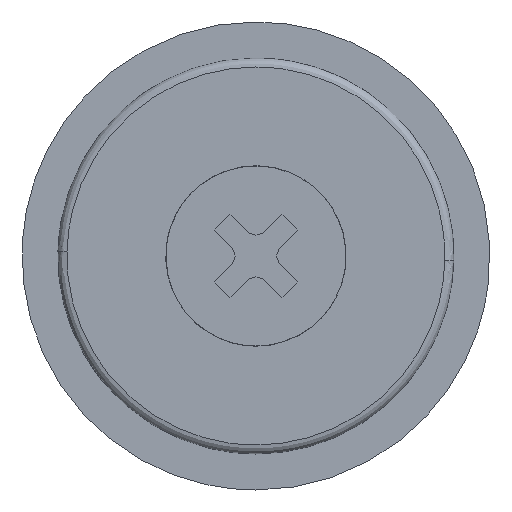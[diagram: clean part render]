
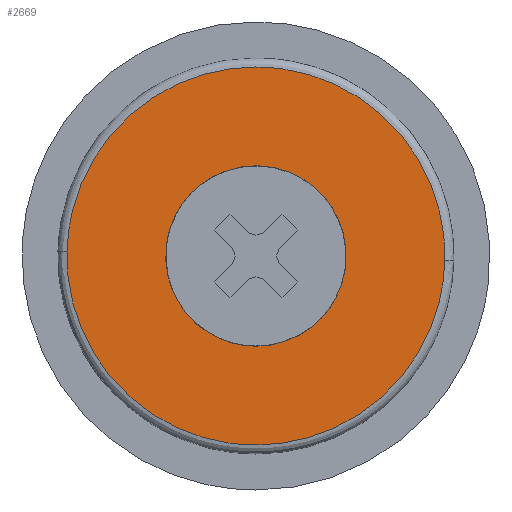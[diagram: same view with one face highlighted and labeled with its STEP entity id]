
A CAD part, front view. The second image highlights one B-rep face of the part: STEP entity #2669.
In plain terms, the highlighted free-form (B-spline) face has degree [1, 1] with [2, 2] control points.
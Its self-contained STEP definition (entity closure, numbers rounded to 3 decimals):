
#963=CARTESIAN_POINT('',(-4.975,0.,0.591));
#964=VERTEX_POINT('',#963);
#970=CARTESIAN_POINT('',(0.0,0.0,-5.01));
#971=VERTEX_POINT('',#970);
#972=CARTESIAN_POINT('',(-4.975,0.,0.591));
#973=CARTESIAN_POINT('',(-5.01,0.0,0.297));
#974=CARTESIAN_POINT('',(-5.01,0.0,0.0));
#975=CARTESIAN_POINT('',(-5.01,0.0,-5.01));
#976=CARTESIAN_POINT('',(0.0,0.0,-5.01));
#984=(BOUNDED_CURVE()B_SPLINE_CURVE(2,(#972,#973,#974,#975,#976),.UNSPECIFIED.,.F.,.U.)B_SPLINE_CURVE_WITH_KNOTS((3,2,3),(0.23,0.25,0.5),.UNSPECIFIED.)CURVE()GEOMETRIC_REPRESENTATION_ITEM()RATIONAL_B_SPLINE_CURVE((0.956,0.976,1.0,0.707,1.0))REPRESENTATION_ITEM(''));
#985=EDGE_CURVE('',#964,#971,#984,.T.);
#987=CARTESIAN_POINT('',(5.001,0.,-0.306));
#988=VERTEX_POINT('',#987);
#989=CARTESIAN_POINT('',(0.0,0.0,-5.01));
#990=CARTESIAN_POINT('',(4.713,0.0,-5.01));
#991=CARTESIAN_POINT('',(5.001,0.,-0.306));
#999=(BOUNDED_CURVE()B_SPLINE_CURVE(2,(#989,#990,#991),.UNSPECIFIED.,.F.,.U.)B_SPLINE_CURVE_WITH_KNOTS((3,3),(0.5,0.739),.UNSPECIFIED.)CURVE()GEOMETRIC_REPRESENTATION_ITEM()RATIONAL_B_SPLINE_CURVE((1.0,0.72,0.976))REPRESENTATION_ITEM(''));
#1000=EDGE_CURVE('',#971,#988,#999,.T.);
#1074=CARTESIAN_POINT('',(0.0,0.0,5.01));
#1075=VERTEX_POINT('',#1074);
#1076=CARTESIAN_POINT('',(5.001,0.,-0.306));
#1077=CARTESIAN_POINT('',(5.01,0.0,-0.153));
#1078=CARTESIAN_POINT('',(5.01,0.0,0.0));
#1079=CARTESIAN_POINT('',(5.01,0.0,5.01));
#1080=CARTESIAN_POINT('',(0.0,0.0,5.01));
#1088=(BOUNDED_CURVE()B_SPLINE_CURVE(2,(#1076,#1077,#1078,#1079,#1080),.UNSPECIFIED.,.F.,.U.)B_SPLINE_CURVE_WITH_KNOTS((3,2,3),(0.739,0.75,1.0),.UNSPECIFIED.)CURVE()GEOMETRIC_REPRESENTATION_ITEM()RATIONAL_B_SPLINE_CURVE((0.976,0.988,1.0,0.707,1.0))REPRESENTATION_ITEM(''));
#1089=EDGE_CURVE('',#988,#1075,#1088,.T.);
#1091=CARTESIAN_POINT('',(0.0,0.0,5.01));
#1092=CARTESIAN_POINT('',(-4.45,0.0,5.01));
#1093=CARTESIAN_POINT('',(-4.975,0.,0.591));
#1101=(BOUNDED_CURVE()B_SPLINE_CURVE(2,(#1091,#1092,#1093),.UNSPECIFIED.,.F.,.U.)B_SPLINE_CURVE_WITH_KNOTS((3,3),(0.0,0.23),.UNSPECIFIED.)CURVE()GEOMETRIC_REPRESENTATION_ITEM()RATIONAL_B_SPLINE_CURVE((1.0,0.731,0.956))REPRESENTATION_ITEM(''));
#1102=EDGE_CURVE('',#1075,#964,#1101,.T.);
#1719=CARTESIAN_POINT('',(-10.497,0.,0.264));
#1720=VERTEX_POINT('',#1719);
#1721=CARTESIAN_POINT('',(0.0,0.,-10.5));
#1722=VERTEX_POINT('',#1721);
#1723=CARTESIAN_POINT('',(-10.497,0.,0.264));
#1724=CARTESIAN_POINT('',(-10.5,0.,0.132));
#1725=CARTESIAN_POINT('',(-10.5,0.,0.));
#1726=CARTESIAN_POINT('',(-10.5,0.,-10.5));
#1727=CARTESIAN_POINT('',(0.0,0.,-10.5));
#1735=(BOUNDED_CURVE()B_SPLINE_CURVE(2,(#1723,#1724,#1725,#1726,#1727),.UNSPECIFIED.,.F.,.U.)B_SPLINE_CURVE_WITH_KNOTS((3,2,3),(0.746,0.75,1.0),.UNSPECIFIED.)CURVE()GEOMETRIC_REPRESENTATION_ITEM()RATIONAL_B_SPLINE_CURVE((0.99,0.995,1.0,0.707,1.0))REPRESENTATION_ITEM(''));
#1736=EDGE_CURVE('',#1720,#1722,#1735,.T.);
#1754=CARTESIAN_POINT('',(10.497,0.,-0.264));
#1755=VERTEX_POINT('',#1754);
#1769=CARTESIAN_POINT('',(0.0,0.,-10.5));
#1770=CARTESIAN_POINT('',(10.239,0.,-10.5));
#1771=CARTESIAN_POINT('',(10.497,0.,-0.264));
#1779=(BOUNDED_CURVE()B_SPLINE_CURVE(2,(#1769,#1770,#1771),.UNSPECIFIED.,.F.,.U.)B_SPLINE_CURVE_WITH_KNOTS((3,3),(0.0,0.246),.UNSPECIFIED.)CURVE()GEOMETRIC_REPRESENTATION_ITEM()RATIONAL_B_SPLINE_CURVE((1.0,0.712,0.99))REPRESENTATION_ITEM(''));
#1780=EDGE_CURVE('',#1722,#1755,#1779,.T.);
#1808=CARTESIAN_POINT('',(0.0,0.,10.5));
#1809=VERTEX_POINT('',#1808);
#1810=CARTESIAN_POINT('',(0.0,0.,10.5));
#1811=CARTESIAN_POINT('',(-10.239,0.,10.5));
#1812=CARTESIAN_POINT('',(-10.497,0.,0.264));
#1820=(BOUNDED_CURVE()B_SPLINE_CURVE(2,(#1810,#1811,#1812),.UNSPECIFIED.,.F.,.U.)B_SPLINE_CURVE_WITH_KNOTS((3,3),(0.5,0.746),.UNSPECIFIED.)CURVE()GEOMETRIC_REPRESENTATION_ITEM()RATIONAL_B_SPLINE_CURVE((1.0,0.712,0.99))REPRESENTATION_ITEM(''));
#1821=EDGE_CURVE('',#1809,#1720,#1820,.T.);
#1823=CARTESIAN_POINT('',(10.497,0.,-0.264));
#1824=CARTESIAN_POINT('',(10.5,0.,-0.132));
#1825=CARTESIAN_POINT('',(10.5,0.,0.));
#1826=CARTESIAN_POINT('',(10.5,0.,10.5));
#1827=CARTESIAN_POINT('',(0.0,0.,10.5));
#1835=(BOUNDED_CURVE()B_SPLINE_CURVE(2,(#1823,#1824,#1825,#1826,#1827),.UNSPECIFIED.,.F.,.U.)B_SPLINE_CURVE_WITH_KNOTS((3,2,3),(0.246,0.25,0.5),.UNSPECIFIED.)CURVE()GEOMETRIC_REPRESENTATION_ITEM()RATIONAL_B_SPLINE_CURVE((0.99,0.995,1.0,0.707,1.0))REPRESENTATION_ITEM(''));
#1836=EDGE_CURVE('',#1755,#1809,#1835,.T.);
#2652=CARTESIAN_POINT('',(-11.545,0.,-11.549));
#2653=CARTESIAN_POINT('',(-11.545,0.,11.549));
#2654=CARTESIAN_POINT('',(11.545,0.,-11.549));
#2655=CARTESIAN_POINT('',(11.545,0.,11.549));
#2656=B_SPLINE_SURFACE_WITH_KNOTS('',1,1,((#2652,#2654),(#2653,#2655)),.UNSPECIFIED.,.F.,.F.,.U.,(2,2),(2,2),(0.0,23.098),(0.0,23.091),.UNSPECIFIED.);
#2657=ORIENTED_EDGE('',*,*,#1780,.T.);
#2658=ORIENTED_EDGE('',*,*,#1836,.T.);
#2659=ORIENTED_EDGE('',*,*,#1821,.T.);
#2660=ORIENTED_EDGE('',*,*,#1736,.T.);
#2661=EDGE_LOOP('',(#2657,#2658,#2659,#2660));
#2662=FACE_OUTER_BOUND('',#2661,.T.);
#2663=ORIENTED_EDGE('',*,*,#1000,.F.);
#2664=ORIENTED_EDGE('',*,*,#985,.F.);
#2665=ORIENTED_EDGE('',*,*,#1102,.F.);
#2666=ORIENTED_EDGE('',*,*,#1089,.F.);
#2667=EDGE_LOOP('',(#2663,#2664,#2665,#2666));
#2668=FACE_BOUND('',#2667,.T.);
#2669=ADVANCED_FACE('',(#2662,#2668),#2656,.F.);
